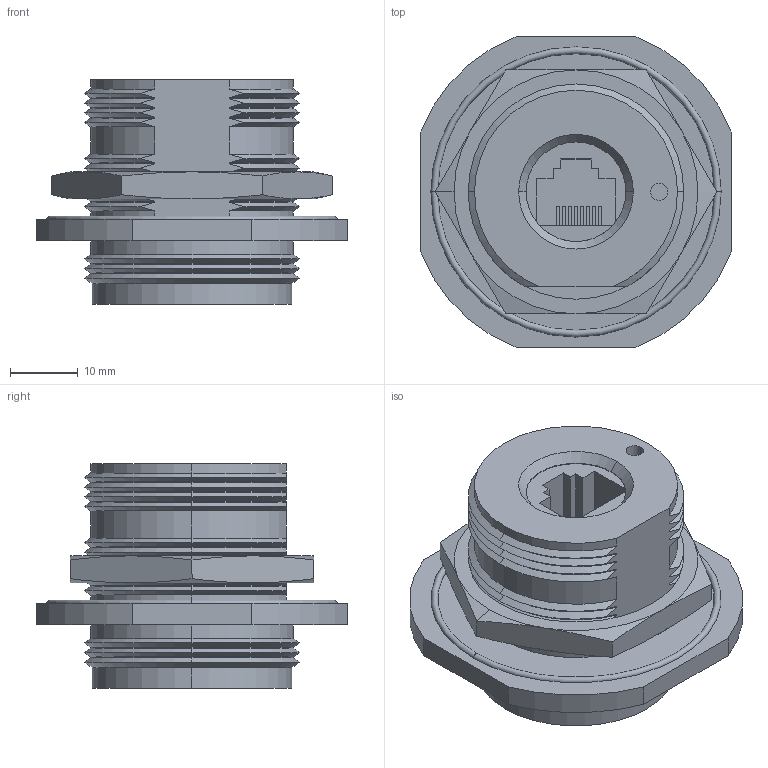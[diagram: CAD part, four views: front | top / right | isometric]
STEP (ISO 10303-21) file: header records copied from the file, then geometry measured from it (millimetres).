
FILE_DESCRIPTION (( 'STEP AP214' ), '1' );
FILE_NAME ('ECRJ0203U00.STEP', '2012-11-07T15:44:46', ( 'x' ), ( '' ), 'SwSTEP 2.0', 'SolidWorks 2012', '' );
FILE_SCHEMA (( 'AUTOMOTIVE_DESIGN' ));
Length unit declared in the file: inch
Products named in the file (3): ECRJ0203U00-MA2; ECRJ0203U00; ECRJ0203U00-MA1
Assembly tree (2 placements, depth 2):
  ECRJ0203U00
    ECRJ0203U00-MA1
    ECRJ0203U00-MA2
Bounding box: 45.97 x 45.97 x 33.27 mm (x, y, z)
Volume: 26126.1 mm3; surface area: 11025.5 mm2
Topology: 2 solids, 2 shells, 265 faces, 658 edges, 404 vertices
Faces by surface type: plane 118, cone 90, cylinder 55, torus 2
Entity records: 11136 total; most frequent: CARTESIAN_POINT 1572, ORIENTED_EDGE 1316, DIRECTION 1312, EDGE_CURVE 658, AXIS2_PLACEMENT_3D 448, VECTOR 416, LINE 416, VERTEX_POINT 404
